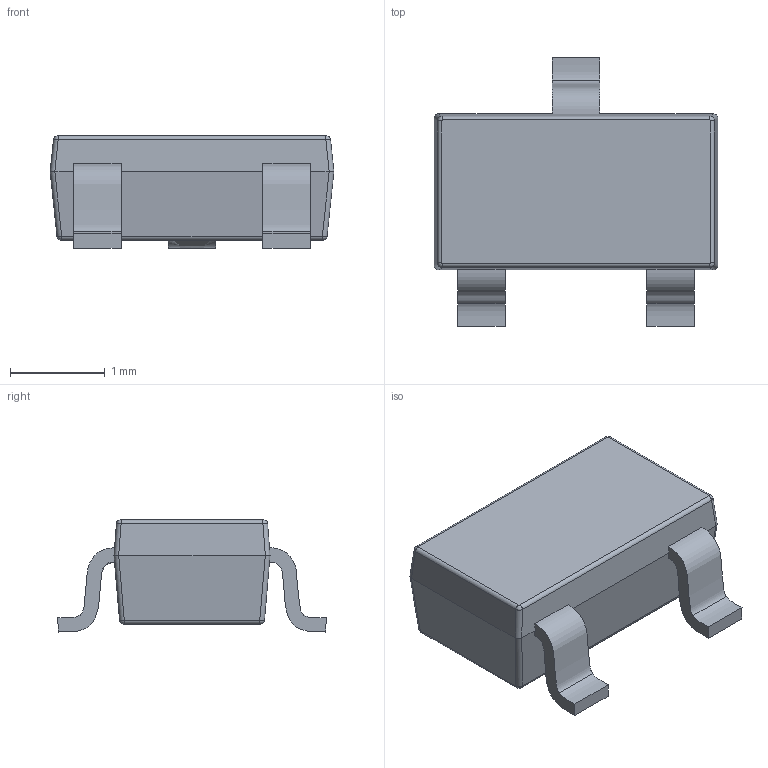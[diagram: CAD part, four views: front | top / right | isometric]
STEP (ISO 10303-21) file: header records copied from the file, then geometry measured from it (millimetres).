
FILE_DESCRIPTION(/* description */ (''),/* implementation_level */ '2;1');
FILE_NAME(/* name */ 'SOT23-3 v1.step',/* time_stamp */ '2020-05-05T23:28:55+01:00',/* author */ (''),/* organization */ (''),/* preprocessor_version */ 'ST-DEVELOPER v18.1',/* originating_system */ 'Autodesk Translation Framework v9.2.0.1227',/* authorisation */ '');
FILE_SCHEMA (('AUTOMOTIVE_DESIGN { 1 0 10303 214 3 1 1 }'));
Length unit declared in the file: millimetre
Products named in the file (1): SOT23-3
Bounding box: 3 x 2.84 x 1.18 mm (x, y, z)
Volume: 5.4 mm3; surface area: 23.1 mm2
Topology: 1 solids, 1 shells, 52 faces, 126 edges, 76 vertices
Faces by surface type: plane 19, bspline 17, cylinder 16
Entity records: 2364 total; most frequent: CARTESIAN_POINT 1218, ORIENTED_EDGE 252, DIRECTION 186, EDGE_CURVE 126, VERTEX_POINT 76, LINE 66, VECTOR 66, AXIS2_PLACEMENT_3D 60
